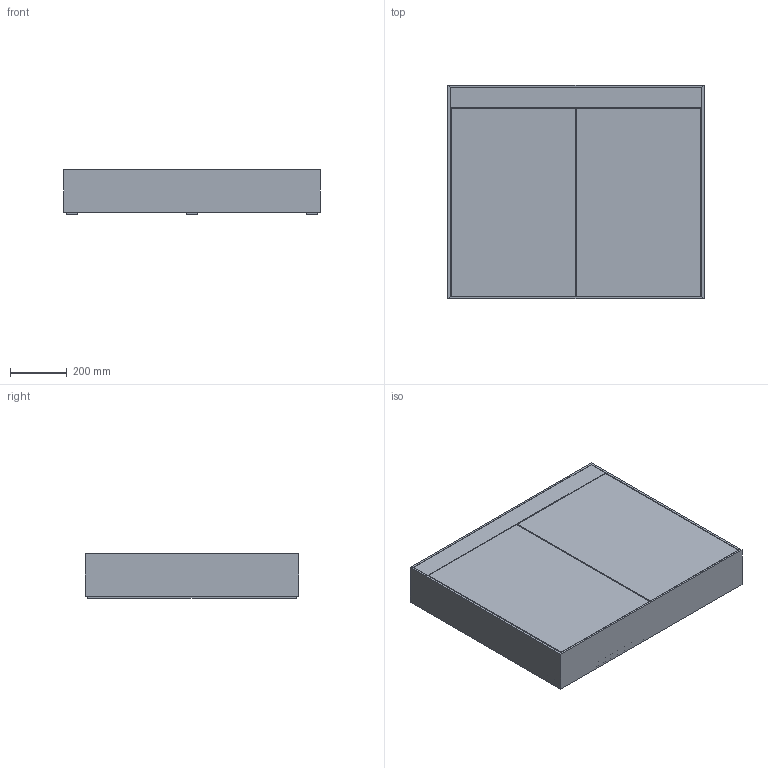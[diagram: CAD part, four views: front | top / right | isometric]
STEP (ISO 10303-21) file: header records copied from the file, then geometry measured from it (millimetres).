
FILE_DESCRIPTION (( 'STEP AP214' ), '1' );
FILE_NAME ('SCA-SPS2-9.STEP', '2020-08-03T07:45:54', ( 'User' ), ( '' ), 'SwSTEP 2.0', 'SolidWorks 2019', '' );
FILE_SCHEMA (( 'AUTOMOTIVE_DESIGN' ));
Length unit declared in the file: millimetre
Products named in the file (2): SCA-SPS2-9
Bounding box: 900 x 750 x 157 mm (x, y, z)
Volume: 28657577.4 mm3; surface area: 6207211.8 mm2
Topology: 27 solids, 27 shells, 355 faces, 882 edges, 584 vertices
Faces by surface type: plane 264, cylinder 84, torus 7
Entity records: 10944 total; most frequent: CARTESIAN_POINT 1903, DIRECTION 1783, ORIENTED_EDGE 1764, EDGE_CURVE 882, VECTOR 671, LINE 671, VERTEX_POINT 584, AXIS2_PLACEMENT_3D 556
